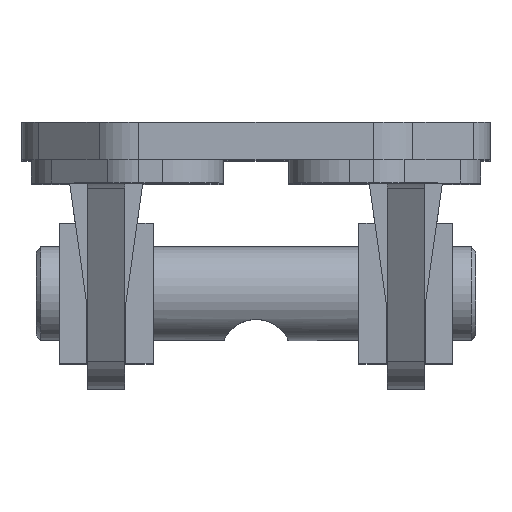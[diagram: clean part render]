
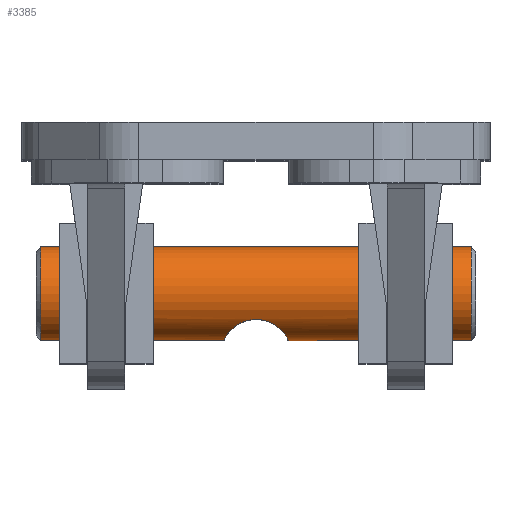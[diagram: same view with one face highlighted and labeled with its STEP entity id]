
A CAD part, top view. The second image highlights one B-rep face of the part: STEP entity #3385.
In plain terms, the highlighted cylindrical face has radius 10 mm (diameter 20 mm), a full revolution.
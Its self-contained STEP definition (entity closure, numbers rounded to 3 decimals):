
#305=CIRCLE('',#3758,10.);
#306=CIRCLE('',#3759,10.);
#317=B_SPLINE_CURVE_WITH_KNOTS('',3,(#5775,#5776,#5777,#5778,#5779,#5780,
#5781,#5782,#5783,#5784,#5785,#5786,#5787,#5788,#5789,#5790,#5791,#5792,
#5793,#5794),.UNSPECIFIED.,.T.,.F.,(1,1,1,1,1,1,1,1,1,1,1,1,1,1,1,1,1,1,
1,1,1,1,1,1),(-0.01,-0.007,-0.003,
0.,0.003,0.005,0.007,0.01,
0.013,0.017,0.02,0.023,
0.027,0.03,0.034,0.037,
0.04,0.044,0.047,0.05,
0.054,0.057,0.059,0.06),
 .UNSPECIFIED.);
#1250=ORIENTED_EDGE('',*,*,#1726,.F.);
#1251=ORIENTED_EDGE('',*,*,#1727,.F.);
#1252=ORIENTED_EDGE('',*,*,#1728,.T.);
#1726=EDGE_CURVE('',#2047,#2047,#305,.T.);
#1727=EDGE_CURVE('',#2048,#2048,#317,.T.);
#1728=EDGE_CURVE('',#2049,#2049,#306,.T.);
#2047=VERTEX_POINT('',#5774);
#2048=VERTEX_POINT('',#5795);
#2049=VERTEX_POINT('',#5797);
#2896=EDGE_LOOP('',(#1250));
#2897=EDGE_LOOP('',(#1251));
#2898=EDGE_LOOP('',(#1252));
#3130=FACE_BOUND('',#2896,.T.);
#3131=FACE_BOUND('',#2897,.T.);
#3132=FACE_BOUND('',#2898,.T.);
#3205=CYLINDRICAL_SURFACE('',#3757,10.);
#3385=ADVANCED_FACE('',(#3130,#3131,#3132),#3205,.T.);
#3757=AXIS2_PLACEMENT_3D('',#5772,#4738,#4739);
#3758=AXIS2_PLACEMENT_3D('',#5773,#4740,#4741);
#3759=AXIS2_PLACEMENT_3D('',#5796,#4742,#4743);
#4738=DIRECTION('',(0.,0.,-1.));
#4739=DIRECTION('',(-1.,0.,0.));
#4740=DIRECTION('',(0.,0.,-1.));
#4741=DIRECTION('',(-1.,0.,0.));
#4742=DIRECTION('',(0.,0.,-1.));
#4743=DIRECTION('',(-1.,0.,0.));
#5772=CARTESIAN_POINT('',(0.,0.,-47.));
#5773=CARTESIAN_POINT('',(0.,0.,-46.));
#5774=CARTESIAN_POINT('',(-10.,0.,-46.));
#5775=CARTESIAN_POINT('',(-3.394,9.613,6.723));
#5776=CARTESIAN_POINT('',(0.002,10.195,6.949));
#5777=CARTESIAN_POINT('',(2.821,9.705,6.761));
#5778=CARTESIAN_POINT('',(4.812,8.815,6.247));
#5779=CARTESIAN_POINT('',(6.573,7.659,5.373));
#5780=CARTESIAN_POINT('',(8.026,6.054,3.418));
#5781=CARTESIAN_POINT('',(8.51,5.229,0.026));
#5782=CARTESIAN_POINT('',(8.043,6.029,-3.372));
#5783=CARTESIAN_POINT('',(6.312,7.959,-5.742));
#5784=CARTESIAN_POINT('',(3.397,9.612,-6.724));
#5785=CARTESIAN_POINT('',(0.018,10.19,-6.947));
#5786=CARTESIAN_POINT('',(-3.353,9.626,-6.73));
#5787=CARTESIAN_POINT('',(-6.274,7.99,-5.766));
#5788=CARTESIAN_POINT('',(-8.027,6.054,-3.422));
#5789=CARTESIAN_POINT('',(-8.509,5.23,-0.024));
#5790=CARTESIAN_POINT('',(-8.046,6.026,3.367));
#5791=CARTESIAN_POINT('',(-6.303,7.966,5.75));
#5792=CARTESIAN_POINT('',(-3.394,9.613,6.723));
#5793=CARTESIAN_POINT('',(0.002,10.195,6.949));
#5794=CARTESIAN_POINT('',(2.821,9.705,6.761));
#5795=CARTESIAN_POINT('',(0.,10.,6.874));
#5796=CARTESIAN_POINT('',(0.,0.,46.));
#5797=CARTESIAN_POINT('',(-10.,0.,46.));
